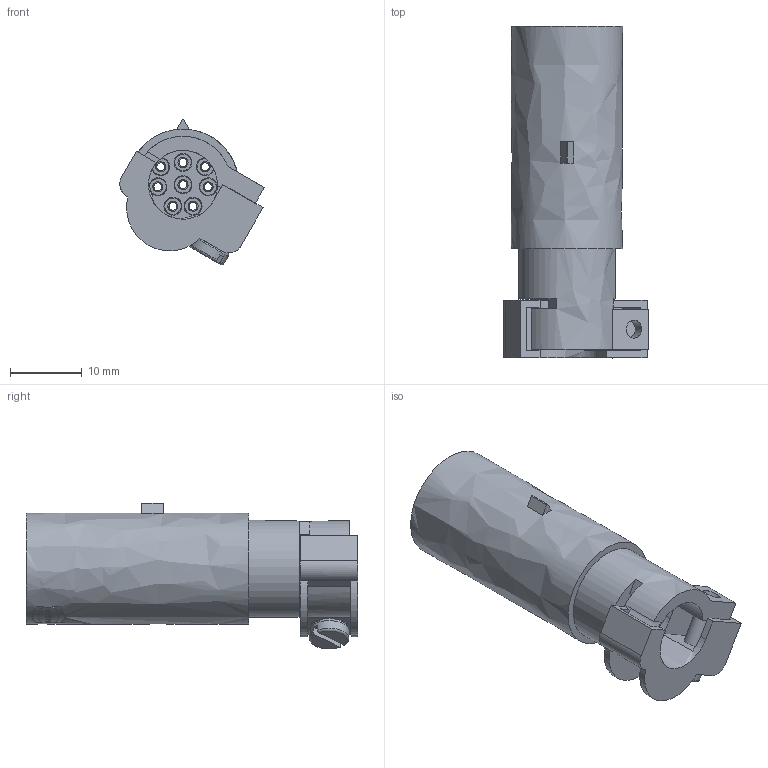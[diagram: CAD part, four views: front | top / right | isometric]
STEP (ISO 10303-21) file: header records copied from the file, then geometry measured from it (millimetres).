
FILE_DESCRIPTION(( 'HARTING HARTING HARTING HARTING HARTING HARTING HARTING HARTING HARTING'),'2;1');
FILE_NAME('MD_09150083013_R411070.stp', '2005-08-16T11:56:41',('ITIS-3'),('HARTING KGaA, D-32339 Espelkamp'), 'I-DEAS Master Series 10','HP-UNIX','Yes');
FILE_SCHEMA(('AUTOMOTIVE_DESIGN { 1 0 10303 214 1 1 1 1 }'));
Length unit declared in the file: millimetre
Products named in the file (1): Han 8 Quintax M-c
Bounding box: 20.11 x 46.2 x 20.32 mm (x, y, z)
Volume: 4711.9 mm3; surface area: 5287 mm2
Topology: 9 solids, 9 shells, 374 faces, 897 edges, 595 vertices
Faces by surface type: bspline 374
Entity records: 11797 total; most frequent: CARTESIAN_POINT 5931, ORIENTED_EDGE 1802, EDGE_CURVE 901, VERTEX_POINT 599, EDGE_LOOP 450, QUASI_UNIFORM_CURVE 421, FACE_OUTER_BOUND 374, ADVANCED_FACE 374
